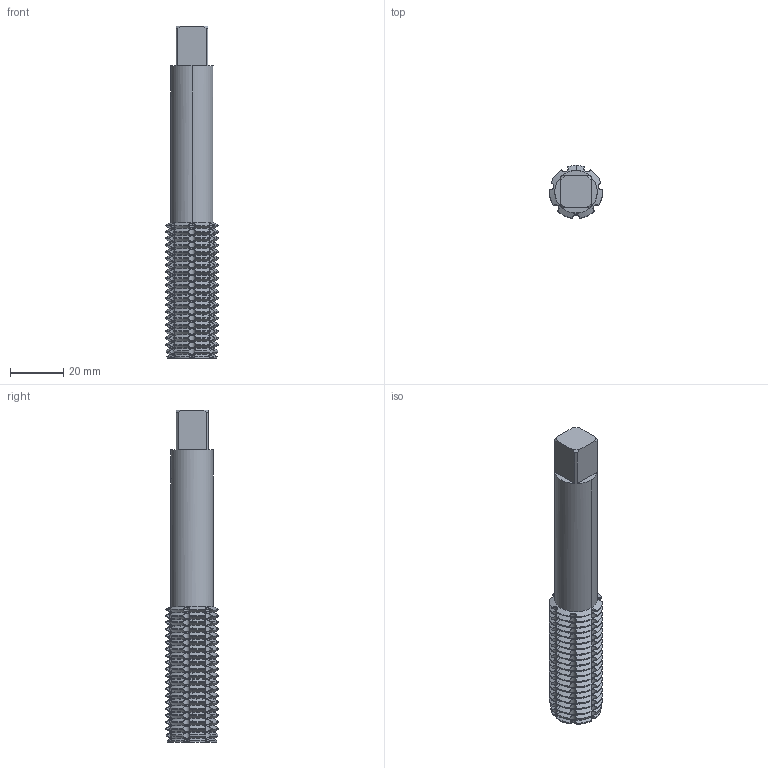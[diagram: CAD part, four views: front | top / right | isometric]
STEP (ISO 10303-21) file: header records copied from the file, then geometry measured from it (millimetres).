
FILE_DESCRIPTION(('no description'),'unknown implementation level');
FILE_NAME('solidciI_I8cT8jvmppirhSzZdCGJh7M_1.STP',' ',('CIMSOURCE GmbH'),('CADClick - KiM GmbH - www.kimweb.de'),'unknown preprocess','ACIS','unknown authorization');
FILE_SCHEMA(('automotive_design'));
Length unit declared in the file: millimetre
Products named in the file (2): 1; 2
Bounding box: 20 x 19.92 x 125 mm (x, y, z)
Volume: 27219.8 mm3; surface area: 14329.8 mm2
Topology: 2 solids, 2 shells, 791 faces, 2273 edges, 1486 vertices
Faces by surface type: cylinder 360, plane 297, cone 120, torus 14
Entity records: 57399 total; most frequent: CARTESIAN_POINT 11709, STYLED_ITEM 4552, PRESENTATION_STYLE_ASSIGNMENT 4552, COLOUR_RGB 4552, ORIENTED_EDGE 4546, DIRECTION 4082, EDGE_CURVE 2273, CURVE_STYLE 2273
